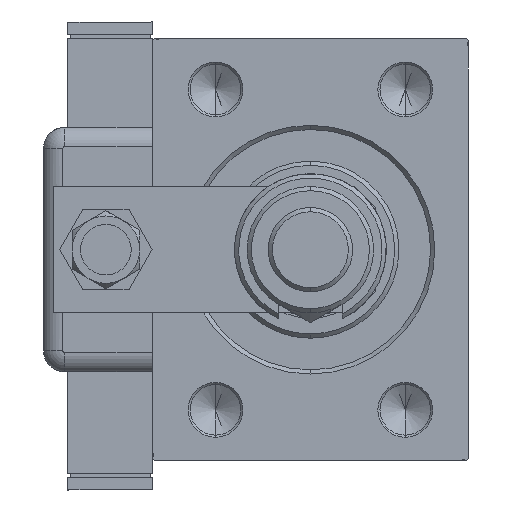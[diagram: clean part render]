
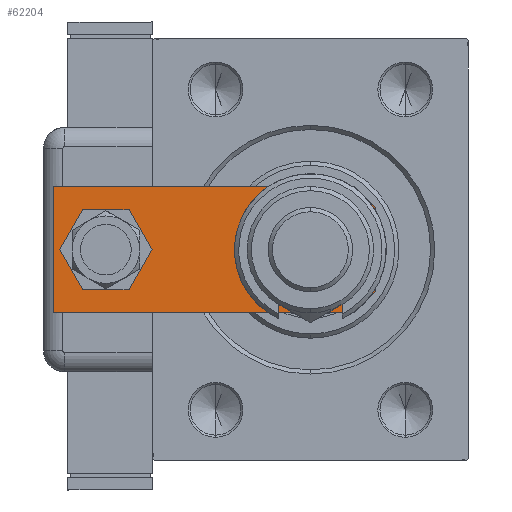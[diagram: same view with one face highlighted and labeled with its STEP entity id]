
A CAD part, left-side view. The second image highlights one B-rep face of the part: STEP entity #62204.
In plain terms, the highlighted face is planar.
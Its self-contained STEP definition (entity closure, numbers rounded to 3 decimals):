
#36 = VERTEX_POINT ( 'NONE', #47527 ) ;
#1214 = ORIENTED_EDGE ( 'NONE', *, *, #35019, .F. ) ;
#1464 = CARTESIAN_POINT ( 'NONE',  ( -15., 0., 0. ) ) ;
#1635 = ORIENTED_EDGE ( 'NONE', *, *, #20513, .T. ) ;
#1797 = VECTOR ( 'NONE', #34103, 1000. ) ;
#2279 = DIRECTION ( 'NONE',  ( 0., 0., 1. ) ) ;
#2310 = EDGE_CURVE ( 'NONE', #30995, #3472, #21400, .T. ) ;
#2609 = LINE ( 'NONE', #17563, #6642 ) ;
#3329 = LINE ( 'NONE', #37439, #54393 ) ;
#3472 = VERTEX_POINT ( 'NONE', #43916 ) ;
#3659 = EDGE_LOOP ( 'NONE', ( #20745, #15473 ) ) ;
#4057 = VERTEX_POINT ( 'NONE', #6346 ) ;
#5118 = LINE ( 'NONE', #29955, #8604 ) ;
#5473 = CARTESIAN_POINT ( 'NONE',  ( 0., 0., 0. ) ) ;
#5959 = CARTESIAN_POINT ( 'NONE',  ( 10., 15.5, 0. ) ) ;
#6088 = FACE_BOUND ( 'NONE', #46963, .T. ) ;
#6113 = CARTESIAN_POINT ( 'NONE',  ( -7., 64., 0. ) ) ;
#6346 = CARTESIAN_POINT ( 'NONE',  ( -10., 15.5, 0. ) ) ;
#6642 = VECTOR ( 'NONE', #12165, 1000. ) ;
#7352 = DIRECTION ( 'NONE',  ( 0., 0., 1. ) ) ;
#8604 = VECTOR ( 'NONE', #39837, 1000. ) ;
#10108 = DIRECTION ( 'NONE',  ( 1., 0., 0. ) ) ;
#11185 = FACE_BOUND ( 'NONE', #3659, .T. ) ;
#11513 = DIRECTION ( 'NONE',  ( 1., 0., 0. ) ) ;
#11589 = CARTESIAN_POINT ( 'NONE',  ( 15., 5., 0. ) ) ;
#12165 = DIRECTION ( 'NONE',  ( 0., 1., 0. ) ) ;
#12693 = EDGE_CURVE ( 'NONE', #3472, #30995, #13514, .T. ) ;
#13514 = CIRCLE ( 'NONE', #52213, 7. ) ;
#15348 = DIRECTION ( 'NONE',  ( 1., 0., 0. ) ) ;
#15473 = ORIENTED_EDGE ( 'NONE', *, *, #12693, .T. ) ;
#15902 = LINE ( 'NONE', #54505, #1797 ) ;
#16517 = EDGE_CURVE ( 'NONE', #25451, #4057, #57508, .T. ) ;
#16872 = DIRECTION ( 'NONE',  ( 1., 0., 0. ) ) ;
#17563 = CARTESIAN_POINT ( 'NONE',  ( 15., 0., 0. ) ) ;
#17973 = VECTOR ( 'NONE', #40970, 1000. ) ;
#19001 = VERTEX_POINT ( 'NONE', #44641 ) ;
#20513 = EDGE_CURVE ( 'NONE', #57443, #40274, #33671, .T. ) ;
#20745 = ORIENTED_EDGE ( 'NONE', *, *, #2310, .T. ) ;
#21056 = EDGE_CURVE ( 'NONE', #4057, #25451, #58752, .T. ) ;
#21400 = CIRCLE ( 'NONE', #29556, 7. ) ;
#21517 = DIRECTION ( 'NONE',  ( 0., -1., 0. ) ) ;
#22341 = ORIENTED_EDGE ( 'NONE', *, *, #21056, .T. ) ;
#22793 = VECTOR ( 'NONE', #10108, 1000. ) ;
#23170 = DIRECTION ( 'NONE',  ( 1., 0., 0. ) ) ;
#24068 = AXIS2_PLACEMENT_3D ( 'NONE', #41425, #61209, #16872 ) ;
#24298 = EDGE_CURVE ( 'NONE', #38236, #19001, #15902, .T. ) ;
#24733 = ORIENTED_EDGE ( 'NONE', *, *, #54739, .F. ) ;
#25048 = VERTEX_POINT ( 'NONE', #11589 ) ;
#25451 = VERTEX_POINT ( 'NONE', #5959 ) ;
#25870 = CARTESIAN_POINT ( 'NONE',  ( 0., 15.5, 0. ) ) ;
#28020 = ORIENTED_EDGE ( 'NONE', *, *, #32734, .F. ) ;
#29389 = FACE_OUTER_BOUND ( 'NONE', #57625, .T. ) ;
#29507 = ORIENTED_EDGE ( 'NONE', *, *, #24298, .F. ) ;
#29556 = AXIS2_PLACEMENT_3D ( 'NONE', #51040, #7352, #23170 ) ;
#29955 = CARTESIAN_POINT ( 'NONE',  ( 15., 5., 0. ) ) ;
#30078 = ORIENTED_EDGE ( 'NONE', *, *, #16517, .T. ) ;
#30995 = VERTEX_POINT ( 'NONE', #6113 ) ;
#31067 = CARTESIAN_POINT ( 'NONE',  ( -15., 5., 0. ) ) ;
#32734 = EDGE_CURVE ( 'NONE', #57443, #36, #45132, .T. ) ;
#33671 = LINE ( 'NONE', #53146, #17973 ) ;
#34103 = DIRECTION ( 'NONE',  ( -1., 0., 0. ) ) ;
#34552 = EDGE_CURVE ( 'NONE', #25048, #36, #5118, .T. ) ;
#35019 = EDGE_CURVE ( 'NONE', #25048, #38236, #2609, .T. ) ;
#35121 = DIRECTION ( 'NONE',  ( 0., 0., 1. ) ) ;
#37439 = CARTESIAN_POINT ( 'NONE',  ( -15., 76.5, 0. ) ) ;
#38236 = VERTEX_POINT ( 'NONE', #39306 ) ;
#39306 = CARTESIAN_POINT ( 'NONE',  ( 15., 76.5, 0. ) ) ;
#39837 = DIRECTION ( 'NONE',  ( -0.707, -0.707, 0. ) ) ;
#39888 = DIRECTION ( 'NONE',  ( 0., 0., 1. ) ) ;
#39908 = CARTESIAN_POINT ( 'NONE',  ( 0., 64., 0. ) ) ;
#40274 = VERTEX_POINT ( 'NONE', #31067 ) ;
#40970 = DIRECTION ( 'NONE',  ( -0.707, 0.707, 0. ) ) ;
#41425 = CARTESIAN_POINT ( 'NONE',  ( 0., 15.5, 0. ) ) ;
#43721 = ORIENTED_EDGE ( 'NONE', *, *, #34552, .T. ) ;
#43916 = CARTESIAN_POINT ( 'NONE',  ( 7., 64., 0. ) ) ;
#44641 = CARTESIAN_POINT ( 'NONE',  ( -15., 76.5, 0. ) ) ;
#45132 = LINE ( 'NONE', #1464, #22793 ) ;
#46963 = EDGE_LOOP ( 'NONE', ( #22341, #30078 ) ) ;
#47326 = AXIS2_PLACEMENT_3D ( 'NONE', #25870, #2279, #60330 ) ;
#47527 = CARTESIAN_POINT ( 'NONE',  ( 10., 0., 0. ) ) ;
#48170 = CARTESIAN_POINT ( 'NONE',  ( -10., 0., 0. ) ) ;
#51040 = CARTESIAN_POINT ( 'NONE',  ( 0., 64., 0. ) ) ;
#52213 = AXIS2_PLACEMENT_3D ( 'NONE', #39908, #35121, #11513 ) ;
#53146 = CARTESIAN_POINT ( 'NONE',  ( -10., 0., 0. ) ) ;
#54393 = VECTOR ( 'NONE', #21517, 1000. ) ;
#54505 = CARTESIAN_POINT ( 'NONE',  ( 15., 76.5, 0. ) ) ;
#54576 = PLANE ( 'NONE',  #61867 ) ;
#54739 = EDGE_CURVE ( 'NONE', #19001, #40274, #3329, .T. ) ;
#57443 = VERTEX_POINT ( 'NONE', #48170 ) ;
#57508 = CIRCLE ( 'NONE', #47326, 10. ) ;
#57625 = EDGE_LOOP ( 'NONE', ( #28020, #1635, #24733, #29507, #1214, #43721 ) ) ;
#58752 = CIRCLE ( 'NONE', #24068, 10. ) ;
#60330 = DIRECTION ( 'NONE',  ( 1., 0., 0. ) ) ;
#61209 = DIRECTION ( 'NONE',  ( 0., 0., 1. ) ) ;
#61867 = AXIS2_PLACEMENT_3D ( 'NONE', #5473, #39888, #15348 ) ;
#62204 = ADVANCED_FACE ( 'NONE', ( #29389, #11185, #6088 ), #54576, .F. ) ;
